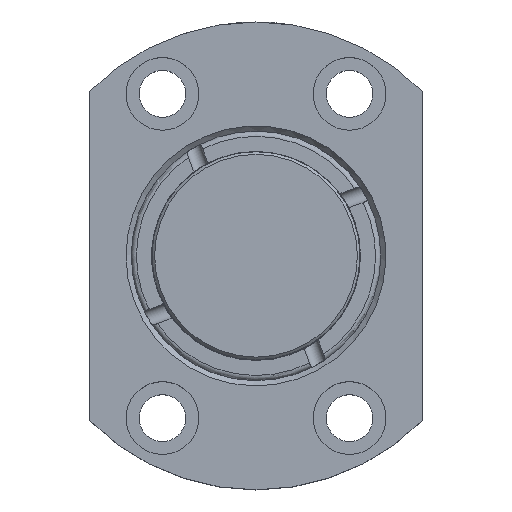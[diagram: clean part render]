
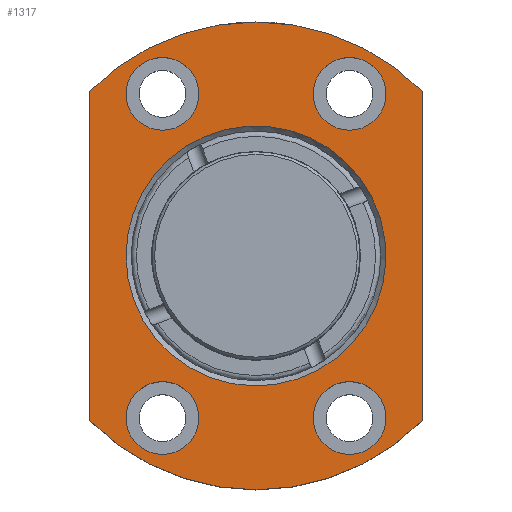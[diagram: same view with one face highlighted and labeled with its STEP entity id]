
A CAD part, top view. The second image highlights one B-rep face of the part: STEP entity #1317.
In plain terms, the highlighted planar face has unit normal (0, 0, 1).
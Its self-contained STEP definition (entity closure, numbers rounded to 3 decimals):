
#44=PLANE('',#1466);
#115=CIRCLE('',#1388,45.);
#161=CIRCLE('',#1464,45.);
#163=CIRCLE('',#1467,25.);
#164=CIRCLE('',#1468,7.);
#165=CIRCLE('',#1469,7.);
#166=CIRCLE('',#1470,7.);
#167=CIRCLE('',#1471,7.);
#330=ORIENTED_EDGE('',*,*,#682,.T.);
#331=ORIENTED_EDGE('',*,*,#574,.F.);
#332=ORIENTED_EDGE('',*,*,#683,.T.);
#333=ORIENTED_EDGE('',*,*,#678,.F.);
#334=ORIENTED_EDGE('',*,*,#684,.T.);
#335=ORIENTED_EDGE('',*,*,#685,.T.);
#336=ORIENTED_EDGE('',*,*,#686,.T.);
#337=ORIENTED_EDGE('',*,*,#687,.T.);
#338=ORIENTED_EDGE('',*,*,#688,.T.);
#574=EDGE_CURVE('',#760,#761,#115,.T.);
#678=EDGE_CURVE('',#832,#833,#161,.T.);
#682=EDGE_CURVE('',#836,#836,#163,.T.);
#683=EDGE_CURVE('',#760,#833,#913,.T.);
#684=EDGE_CURVE('',#832,#761,#914,.T.);
#685=EDGE_CURVE('',#837,#837,#164,.T.);
#686=EDGE_CURVE('',#838,#838,#165,.T.);
#687=EDGE_CURVE('',#839,#839,#166,.T.);
#688=EDGE_CURVE('',#840,#840,#167,.T.);
#760=VERTEX_POINT('',#1963);
#761=VERTEX_POINT('',#1965);
#832=VERTEX_POINT('',#2336);
#833=VERTEX_POINT('',#2337);
#836=VERTEX_POINT('',#2345);
#837=VERTEX_POINT('',#2349);
#838=VERTEX_POINT('',#2351);
#839=VERTEX_POINT('',#2353);
#840=VERTEX_POINT('',#2355);
#913=LINE('',#2346,#961);
#914=LINE('',#2347,#962);
#961=VECTOR('',#1753,1000.);
#962=VECTOR('',#1754,1000.);
#1018=EDGE_LOOP('',(#330));
#1019=EDGE_LOOP('',(#331,#332,#333,#334));
#1020=EDGE_LOOP('',(#335));
#1021=EDGE_LOOP('',(#336));
#1022=EDGE_LOOP('',(#337));
#1023=EDGE_LOOP('',(#338));
#1148=FACE_BOUND('',#1018,.T.);
#1149=FACE_BOUND('',#1019,.T.);
#1150=FACE_BOUND('',#1020,.T.);
#1151=FACE_BOUND('',#1021,.T.);
#1152=FACE_BOUND('',#1022,.T.);
#1153=FACE_BOUND('',#1023,.T.);
#1317=ADVANCED_FACE('',(#1148,#1149,#1150,#1151,#1152,#1153),#44,.T.);
#1388=AXIS2_PLACEMENT_3D('',#1964,#1566,#1567);
#1464=AXIS2_PLACEMENT_3D('',#2335,#1743,#1744);
#1466=AXIS2_PLACEMENT_3D('',#2343,#1749,#1750);
#1467=AXIS2_PLACEMENT_3D('',#2344,#1751,#1752);
#1468=AXIS2_PLACEMENT_3D('',#2348,#1755,#1756);
#1469=AXIS2_PLACEMENT_3D('',#2350,#1757,#1758);
#1470=AXIS2_PLACEMENT_3D('',#2352,#1759,#1760);
#1471=AXIS2_PLACEMENT_3D('',#2354,#1761,#1762);
#1566=DIRECTION('',(0.,0.,-1.));
#1567=DIRECTION('',(-1.,0.,0.));
#1743=DIRECTION('',(0.,0.,-1.));
#1744=DIRECTION('',(-1.,0.,0.));
#1749=DIRECTION('',(0.,0.,1.));
#1750=DIRECTION('',(1.,0.,0.));
#1751=DIRECTION('',(0.,0.,-1.));
#1752=DIRECTION('',(-1.,0.,0.));
#1753=DIRECTION('',(0.,-1.,0.));
#1754=DIRECTION('',(0.,1.,0.));
#1755=DIRECTION('',(0.,0.,-1.));
#1756=DIRECTION('',(-1.,0.,0.));
#1757=DIRECTION('',(0.,0.,-1.));
#1758=DIRECTION('',(-1.,0.,0.));
#1759=DIRECTION('',(0.,0.,-1.));
#1760=DIRECTION('',(-1.,0.,0.));
#1761=DIRECTION('',(0.,0.,-1.));
#1762=DIRECTION('',(-1.,0.,0.));
#1963=CARTESIAN_POINT('',(-32.,31.639,55.));
#1964=CARTESIAN_POINT('',(0.,0.,55.));
#1965=CARTESIAN_POINT('',(32.,31.639,55.));
#2335=CARTESIAN_POINT('',(0.,0.,55.));
#2336=CARTESIAN_POINT('',(32.,-31.639,55.));
#2337=CARTESIAN_POINT('',(-32.,-31.639,55.));
#2343=CARTESIAN_POINT('',(0.,45.,55.));
#2344=CARTESIAN_POINT('',(0.,0.,55.));
#2345=CARTESIAN_POINT('',(-25.,0.,55.));
#2346=CARTESIAN_POINT('',(-32.,50.,55.));
#2347=CARTESIAN_POINT('',(32.,-50.,55.));
#2348=CARTESIAN_POINT('',(-18.,31.177,55.));
#2349=CARTESIAN_POINT('',(-25.,31.177,55.));
#2350=CARTESIAN_POINT('',(-18.,-31.177,55.));
#2351=CARTESIAN_POINT('',(-25.,-31.177,55.));
#2352=CARTESIAN_POINT('',(18.,-31.177,55.));
#2353=CARTESIAN_POINT('',(11.,-31.177,55.));
#2354=CARTESIAN_POINT('',(18.,31.177,55.));
#2355=CARTESIAN_POINT('',(11.,31.177,55.));
